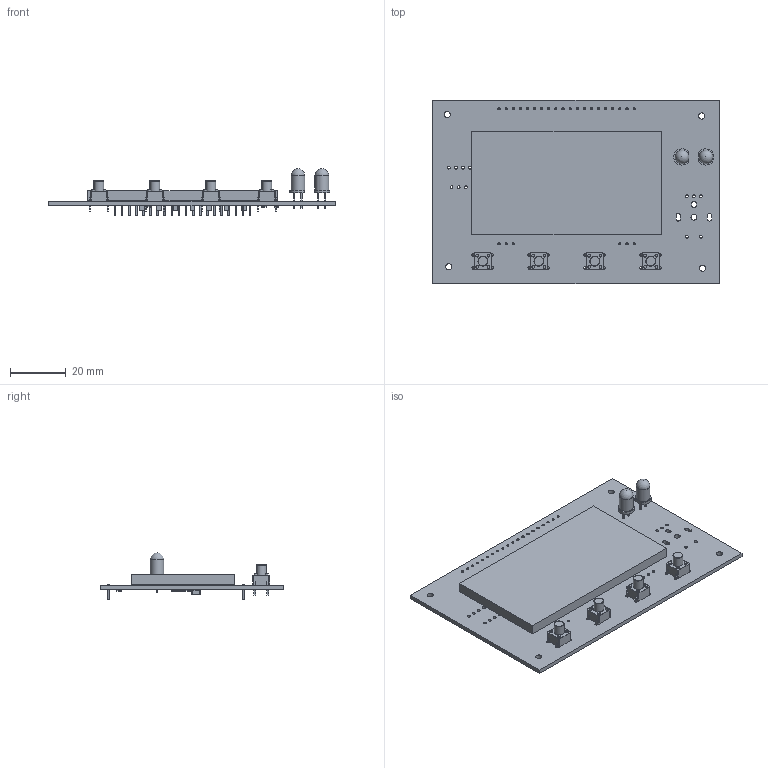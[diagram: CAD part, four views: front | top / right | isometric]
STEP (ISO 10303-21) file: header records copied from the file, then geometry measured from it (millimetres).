
FILE_DESCRIPTION(('KiCad electronic assembly'),'2;1');
FILE_NAME('UserInterface.step','2025-05-21T08:05:26',('Pcbnew'),('Kicad' ),'Open CASCADE STEP processor 7.6','KiCad to STEP converter', 'Unknown');
FILE_SCHEMA(('AUTOMOTIVE_DESIGN { 1 0 10303 214 1 1 1 1 }'));
Length unit declared in the file: millimetre
Products named in the file (9): UserInterface 1; LED_D5.0mm; EA_OLEDL128-6GGA; Body; Leads; SW_PUSH_6mm_H7.3mm; R_1206_3216Metric; C_1206_3216Metric; UserInterface_PCB
Assembly tree (27 placements, depth 3):
  UserInterface 1
    LED_D5.0mm  x2
    EA_OLEDL128-6GGA
      Body
      Leads
    SW_PUSH_6mm_H7.3mm  x4
    R_1206_3216Metric  x10
    C_1206_3216Metric  x7
    UserInterface_PCB
Bounding box: 102.25 x 65.5 x 16.6 mm (x, y, z)
Volume: 20136.2 mm3; surface area: 21802.1 mm2
Topology: 51 solids, 51 shells, 1082 faces, 2716 edges, 1774 vertices
Faces by surface type: plane 640, cylinder 436, torus 4, sphere 2
Full cylindrical faces by diameter (mm): 0.58 x26, 0.78 x26, 0.9 x4, 1 x21, 1.016 x16, 1.1 x16, 2.1 x1, 2.2 x4, 3.5 x4, 4.9 x2
Entity records: 10525 total; most frequent: DIRECTION 1892, CARTESIAN_POINT 1712, ORIENTED_EDGE 1610, EDGE_CURVE 805, AXIS2_PLACEMENT_3D 710, VERTEX_POINT 530, FACE_BOUND 509, EDGE_LOOP 509
